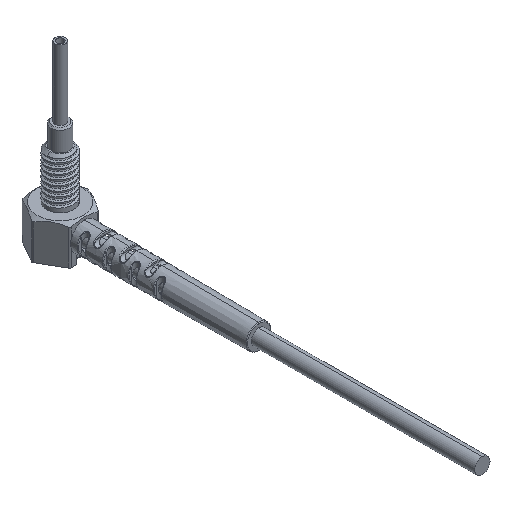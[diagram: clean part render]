
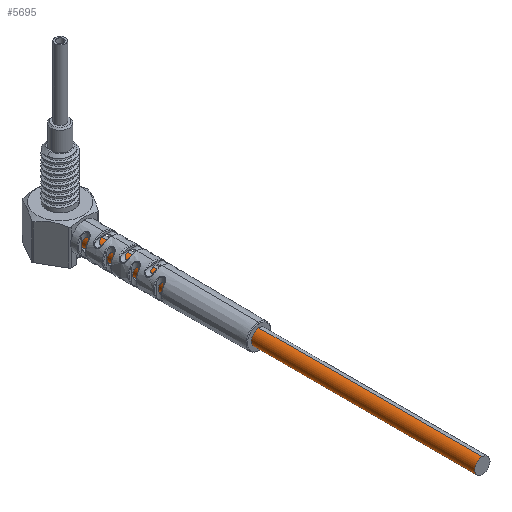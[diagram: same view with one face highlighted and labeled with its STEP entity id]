
A CAD part, isometric view. The second image highlights one B-rep face of the part: STEP entity #5695.
In plain terms, the highlighted cylindrical face has radius 1.1 mm (diameter 2.2 mm), a partial arc.
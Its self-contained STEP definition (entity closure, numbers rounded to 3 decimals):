
#5610=CARTESIAN_POINT('',(0.,0.,0.));
#5611=DIRECTION('',(1.,0.,0.));
#5612=DIRECTION('',(0.,0.,1.));
#5613=AXIS2_PLACEMENT_3D('',#5610,#5611,#5612);
#5618=DIRECTION('',(1.,0.,0.));
#5619=VECTOR('',#5618,60.);
#5620=CARTESIAN_POINT('',(0.,0.,-1.1));
#5621=LINE('',#5620,#5619);
#5625=DIRECTION('',(1.,0.,0.));
#5626=VECTOR('',#5625,60.);
#5627=CARTESIAN_POINT('',(0.,0.,1.1));
#5628=LINE('',#5627,#5626);
#5640=CARTESIAN_POINT('',(60.,0.,0.));
#5641=DIRECTION('',(1.,0.,0.));
#5642=DIRECTION('',(0.,0.,1.));
#5643=AXIS2_PLACEMENT_3D('',#5640,#5641,#5642);
#5648=CARTESIAN_POINT('',(0.,0.,-1.1));
#5649=CARTESIAN_POINT('',(0.,0.,1.1));
#5650=VERTEX_POINT('',#5648);
#5651=VERTEX_POINT('',#5649);
#5652=CARTESIAN_POINT('',(60.,0.,-1.1));
#5653=CARTESIAN_POINT('',(60.,0.,1.1));
#5654=VERTEX_POINT('',#5652);
#5655=VERTEX_POINT('',#5653);
#5683=CARTESIAN_POINT('',(0.,0.,0.));
#5684=DIRECTION('',(1.,0.,0.));
#5685=DIRECTION('',(0.,0.,-1.));
#5686=AXIS2_PLACEMENT_3D('',#5683,#5684,#5685);
#5687=CYLINDRICAL_SURFACE('',#5686,1.1);
#5688=ORIENTED_EDGE('',*,*,#5663,.F.);
#5689=ORIENTED_EDGE('',*,*,#5678,.T.);
#5691=ORIENTED_EDGE('',*,*,#5690,.T.);
#5692=ORIENTED_EDGE('',*,*,#5674,.F.);
#5693=EDGE_LOOP('',(#5688,#5689,#5691,#5692));
#5694=FACE_OUTER_BOUND('',#5693,.F.);
#5614=CIRCLE('',#5613,1.1);
#5644=CIRCLE('',#5643,1.1);
#5663=EDGE_CURVE('',#5651,#5650,#5614,.T.);
#5674=EDGE_CURVE('',#5650,#5654,#5621,.T.);
#5678=EDGE_CURVE('',#5651,#5655,#5628,.T.);
#5690=EDGE_CURVE('',#5655,#5654,#5644,.T.);
#5695=ADVANCED_FACE('',(#5694),#5687,.T.);
